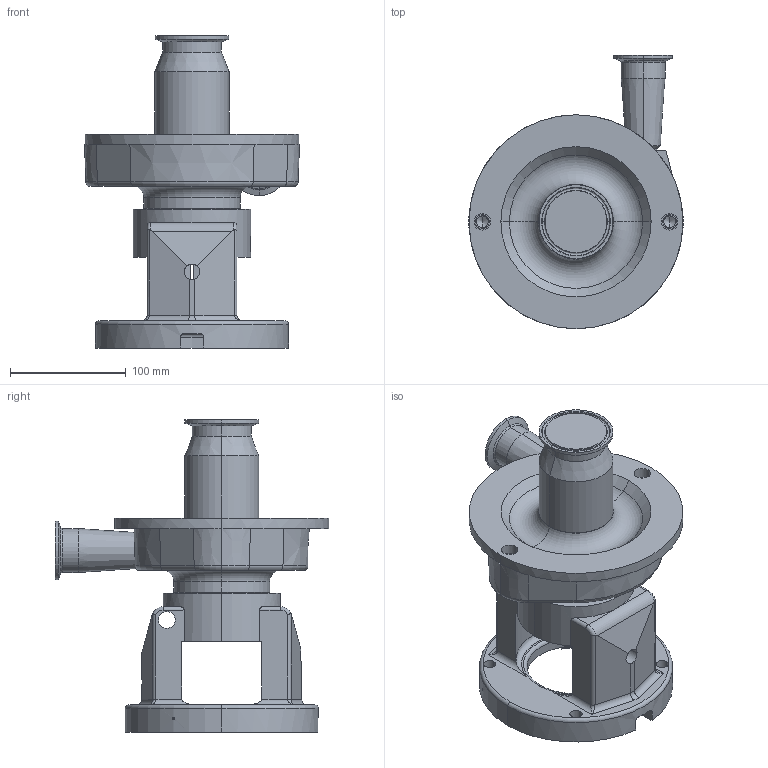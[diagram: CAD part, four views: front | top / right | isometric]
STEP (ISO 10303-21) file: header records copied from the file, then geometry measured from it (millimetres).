
FILE_DESCRIPTION (( 'STEP AP214' ), '1' );
FILE_NAME ('FPX 711-712 56-140TC VERT.STEP', '2022-12-16T20:17:04', ( '' ), ( '' ), 'SwSTEP 2.0', 'SolidWorks 2021', '' );
FILE_SCHEMA (( 'AUTOMOTIVE_DESIGN' ));
Length unit declared in the file: millimetre
Products named in the file (2): FPX 710 140TC VERT^1275000074.STEP; FPX 711-712 56-140TC VERT
Assembly tree (1 placements, depth 2):
  FPX 711-712 56-140TC VERT
    FPX 710 140TC VERT^1275000074.STEP
Bounding box: 185.83 x 236.5 x 270 mm (x, y, z)
Volume: 2021295.7 mm3; surface area: 261826.4 mm2
Topology: 1 solids, 2 shells, 327 faces, 808 edges, 484 vertices
Faces by surface type: cylinder 138, plane 69, torus 65, cone 47, bspline 8
Entity records: 14706 total; most frequent: CARTESIAN_POINT 6813, DIRECTION 1766, ORIENTED_EDGE 1592, EDGE_CURVE 796, AXIS2_PLACEMENT_3D 728, VERTEX_POINT 484, CIRCLE 405, EDGE_LOOP 362
